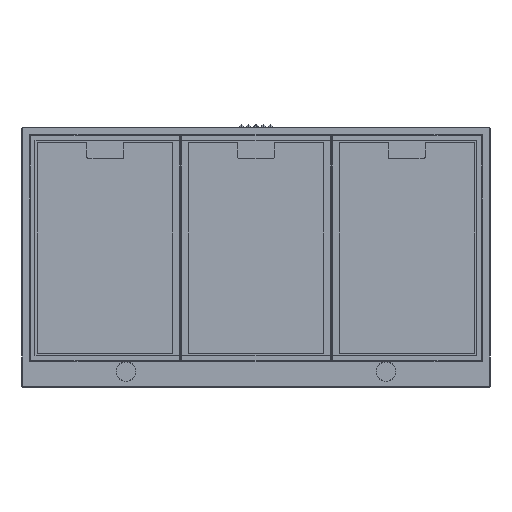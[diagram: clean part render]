
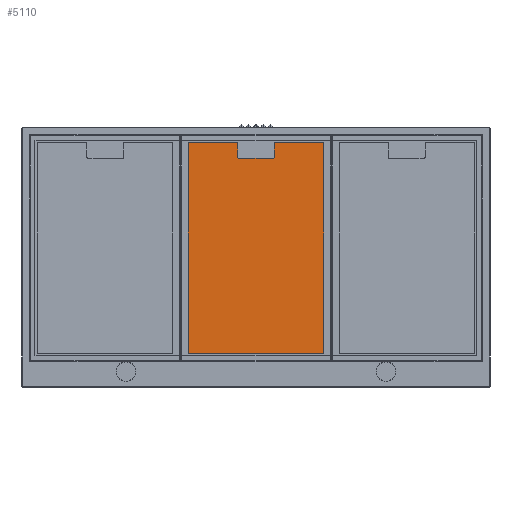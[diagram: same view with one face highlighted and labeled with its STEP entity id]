
A CAD part, front view. The second image highlights one B-rep face of the part: STEP entity #5110.
In plain terms, the highlighted planar face has unit normal (0, -1, 0).
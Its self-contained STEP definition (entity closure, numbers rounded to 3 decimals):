
#5031=DIRECTION('',(1.,0.,0.));
#5032=VECTOR('',#5031,285.667);
#5033=CARTESIAN_POINT('',(-142.833,2.5,-198.));
#5034=LINE('',#5033,#5032);
#5035=DIRECTION('',(0.,0.,-1.));
#5036=VECTOR('',#5035,431.);
#5037=CARTESIAN_POINT('',(-142.833,2.5,233.));
#5038=LINE('',#5037,#5036);
#5039=DIRECTION('',(-1.,0.,0.));
#5040=VECTOR('',#5039,285.667);
#5041=CARTESIAN_POINT('',(142.833,2.5,233.));
#5042=LINE('',#5041,#5040);
#5043=DIRECTION('',(0.,0.,1.));
#5044=VECTOR('',#5043,431.);
#5045=CARTESIAN_POINT('',(142.833,2.5,-198.));
#5046=LINE('',#5045,#5044);
#5079=CARTESIAN_POINT('',(-142.833,2.5,-198.));
#5080=CARTESIAN_POINT('',(142.833,2.5,-198.));
#5081=VERTEX_POINT('',#5079);
#5082=VERTEX_POINT('',#5080);
#5083=CARTESIAN_POINT('',(142.833,2.5,233.));
#5084=VERTEX_POINT('',#5083);
#5085=CARTESIAN_POINT('',(-142.833,2.5,233.));
#5086=VERTEX_POINT('',#5085);
#5095=CARTESIAN_POINT('',(0.,2.5,0.));
#5096=DIRECTION('',(0.,-1.,0.));
#5097=DIRECTION('',(1.,0.,0.));
#5098=AXIS2_PLACEMENT_3D('',#5095,#5096,#5097);
#5099=PLANE('',#5098);
#5101=ORIENTED_EDGE('',*,*,#5100,.F.);
#5103=ORIENTED_EDGE('',*,*,#5102,.F.);
#5105=ORIENTED_EDGE('',*,*,#5104,.F.);
#5107=ORIENTED_EDGE('',*,*,#5106,.F.);
#5108=EDGE_LOOP('',(#5101,#5103,#5105,#5107));
#5109=FACE_OUTER_BOUND('',#5108,.F.);
#5110=ADVANCED_FACE('',(#5109),#5099,.T.);
#5100=EDGE_CURVE('',#5081,#5082,#5034,.T.);
#5102=EDGE_CURVE('',#5086,#5081,#5038,.T.);
#5104=EDGE_CURVE('',#5084,#5086,#5042,.T.);
#5106=EDGE_CURVE('',#5082,#5084,#5046,.T.);
